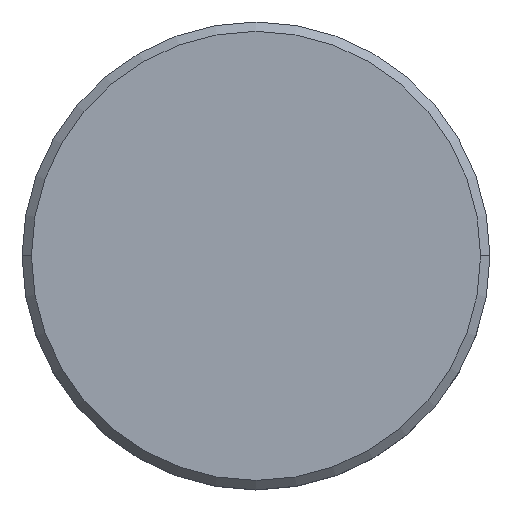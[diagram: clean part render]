
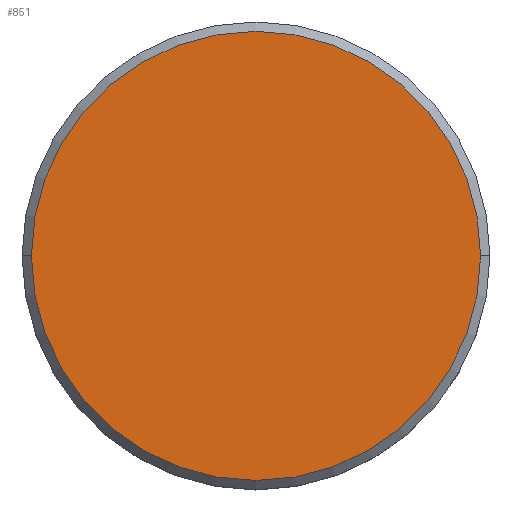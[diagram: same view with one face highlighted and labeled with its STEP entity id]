
A CAD part, top view. The second image highlights one B-rep face of the part: STEP entity #851.
In plain terms, the highlighted planar face has unit normal (0, 0, 1).
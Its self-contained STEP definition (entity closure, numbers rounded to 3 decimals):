
#67 = CARTESIAN_POINT ( 'NONE',  ( 0., 0., 0. ) ) ;
#265 = AXIS2_PLACEMENT_3D ( 'NONE', #67, #436, #796 ) ;
#295 = DIRECTION ( 'NONE',  ( 0., 0., 1. ) ) ;
#301 = DIRECTION ( 'NONE',  ( 1., 0., 0. ) ) ;
#341 = FACE_OUTER_BOUND ( 'NONE', #824, .T. ) ;
#395 = VERTEX_POINT ( 'NONE', #1000 ) ;
#436 = DIRECTION ( 'NONE',  ( 0., 0., 1. ) ) ;
#453 = VERTEX_POINT ( 'NONE', #716 ) ;
#455 = CIRCLE ( 'NONE', #611, 12. ) ;
#559 = AXIS2_PLACEMENT_3D ( 'NONE', #756, #295, #930 ) ;
#611 = AXIS2_PLACEMENT_3D ( 'NONE', #1104, #835, #301 ) ;
#702 = PLANE ( 'NONE',  #265 ) ;
#716 = CARTESIAN_POINT ( 'NONE',  ( -12., 0., 0. ) ) ;
#756 = CARTESIAN_POINT ( 'NONE',  ( 0., 0., 0. ) ) ;
#796 = DIRECTION ( 'NONE',  ( 1., 0., 0. ) ) ;
#824 = EDGE_LOOP ( 'NONE', ( #1056, #937 ) ) ;
#835 = DIRECTION ( 'NONE',  ( 0., 0., 1. ) ) ;
#851 = ADVANCED_FACE ( 'NONE', ( #341 ), #702, .T. ) ;
#930 = DIRECTION ( 'NONE',  ( 1., 0., 0. ) ) ;
#937 = ORIENTED_EDGE ( 'NONE', *, *, #1094, .T. ) ;
#1000 = CARTESIAN_POINT ( 'NONE',  ( 12., 0., 0. ) ) ;
#1035 = CIRCLE ( 'NONE', #559, 12. ) ;
#1056 = ORIENTED_EDGE ( 'NONE', *, *, #1174, .T. ) ;
#1094 = EDGE_CURVE ( 'NONE', #395, #453, #455, .T. ) ;
#1104 = CARTESIAN_POINT ( 'NONE',  ( 0., 0., 0. ) ) ;
#1174 = EDGE_CURVE ( 'NONE', #453, #395, #1035, .T. ) ;
